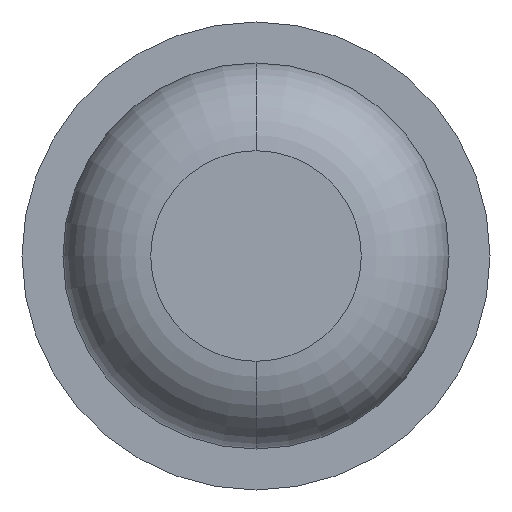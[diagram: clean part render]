
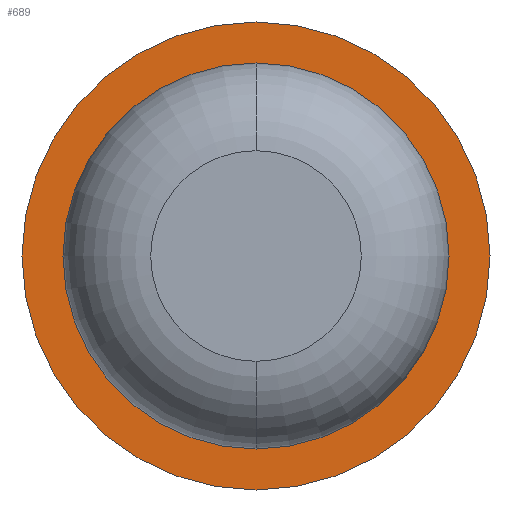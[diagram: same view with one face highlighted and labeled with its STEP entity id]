
A CAD part, front view. The second image highlights one B-rep face of the part: STEP entity #689.
In plain terms, the highlighted planar face has unit normal (0, -1, 0).
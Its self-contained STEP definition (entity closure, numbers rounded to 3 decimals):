
#116 = VERTEX_POINT ( 'NONE', #4486 ) ;
#135 = AXIS2_PLACEMENT_3D ( 'NONE', #187, #4907, #5341 ) ;
#165 = EDGE_CURVE ( 'Defeature ausgef�hrt1_6+Defeature ausgef�hrt1_5+Defeature ausgef�hrt1_5+Defeature ausgef�hrt1_5', #1439, #116, #2145, .T. ) ;
#187 = CARTESIAN_POINT ( 'NONE',  ( 1., -2., 0. ) ) ;
#251 = CARTESIAN_POINT ( 'NONE',  ( 0., -2., -1. ) ) ;
#266 = EDGE_LOOP ( 'NONE', ( #1135, #5429 ) ) ;
#327 = DIRECTION ( 'NONE',  ( 0., 1., 0. ) ) ;
#584 = PLANE ( 'NONE',  #135 ) ;
#689 = ADVANCED_FACE ( 'Defeature ausgef�hrt1_5', ( #2332, #1351 ), #584, .F. ) ;
#729 = VERTEX_POINT ( 'NONE', #3611 ) ;
#766 = EDGE_CURVE ( 'Defeature ausgef�hrt1_5+Defeature ausgef�hrt1_0+Defeature ausgef�hrt1_0+Defeature ausgef�hrt1_0', #729, #5112, #4453, .T. ) ;
#1135 = ORIENTED_EDGE ( 'NONE', *, *, #3300, .F. ) ;
#1222 = CIRCLE ( 'NONE', #2120, 1. ) ;
#1351 = FACE_BOUND ( 'NONE', #3950, .T. ) ;
#1439 = VERTEX_POINT ( 'NONE', #251 ) ;
#1556 = CARTESIAN_POINT ( 'NONE',  ( 0., -2., 0. ) ) ;
#1676 = CARTESIAN_POINT ( 'NONE',  ( 0., -2., 0. ) ) ;
#2058 = DIRECTION ( 'NONE',  ( 0., 1., 0. ) ) ;
#2061 = ORIENTED_EDGE ( 'NONE', *, *, #4508, .T. ) ;
#2120 = AXIS2_PLACEMENT_3D ( 'NONE', #3637, #4071, #3182 ) ;
#2145 = CIRCLE ( 'NONE', #4731, 1. ) ;
#2332 = FACE_OUTER_BOUND ( 'NONE', #266, .T. ) ;
#2415 = AXIS2_PLACEMENT_3D ( 'NONE', #1556, #327, #3243 ) ;
#2495 = DIRECTION ( 'NONE',  ( 0., 0., 1. ) ) ;
#2501 = DIRECTION ( 'NONE',  ( 0., 0., 1. ) ) ;
#2520 = CARTESIAN_POINT ( 'NONE',  ( 0., -2., -0.825 ) ) ;
#2981 = ORIENTED_EDGE ( 'NONE', *, *, #766, .T. ) ;
#3182 = DIRECTION ( 'NONE',  ( 0., 0., 1. ) ) ;
#3243 = DIRECTION ( 'NONE',  ( 0., 0., 1. ) ) ;
#3300 = EDGE_CURVE ( 'Defeature ausgef�hrt1_6+Defeature ausgef�hrt1_5+Defeature ausgef�hrt1_5+Defeature ausgef�hrt1_5', #116, #1439, #1222, .T. ) ;
#3611 = CARTESIAN_POINT ( 'NONE',  ( 0., -2., 0.825 ) ) ;
#3637 = CARTESIAN_POINT ( 'NONE',  ( 0., -2., 0. ) ) ;
#3750 = AXIS2_PLACEMENT_3D ( 'NONE', #1676, #4609, #2495 ) ;
#3950 = EDGE_LOOP ( 'NONE', ( #2981, #2061 ) ) ;
#3986 = CIRCLE ( 'NONE', #3750, 0.825 ) ;
#4071 = DIRECTION ( 'NONE',  ( 0., 1., 0. ) ) ;
#4453 = CIRCLE ( 'NONE', #2415, 0.825 ) ;
#4486 = CARTESIAN_POINT ( 'NONE',  ( 0., -2., 1. ) ) ;
#4508 = EDGE_CURVE ( 'Defeature ausgef�hrt1_5+Defeature ausgef�hrt1_0+Defeature ausgef�hrt1_0+Defeature ausgef�hrt1_0', #5112, #729, #3986, .T. ) ;
#4592 = CARTESIAN_POINT ( 'NONE',  ( 0., -2., 0. ) ) ;
#4609 = DIRECTION ( 'NONE',  ( 0., 1., 0. ) ) ;
#4731 = AXIS2_PLACEMENT_3D ( 'NONE', #4592, #2058, #2501 ) ;
#4907 = DIRECTION ( 'NONE',  ( 0., 1., 0. ) ) ;
#5112 = VERTEX_POINT ( 'NONE', #2520 ) ;
#5341 = DIRECTION ( 'NONE',  ( 0., 0., 1. ) ) ;
#5429 = ORIENTED_EDGE ( 'NONE', *, *, #165, .F. ) ;
